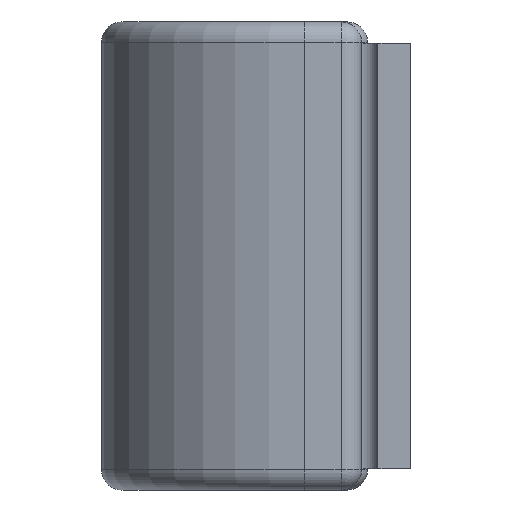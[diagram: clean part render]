
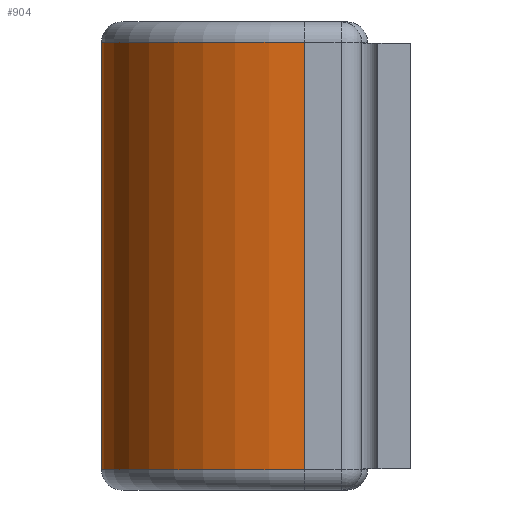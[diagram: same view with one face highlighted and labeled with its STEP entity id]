
A CAD part, left-side view. The second image highlights one B-rep face of the part: STEP entity #904.
In plain terms, the highlighted cylindrical face has radius 7.569 mm (diameter 15.138 mm), a partial arc.
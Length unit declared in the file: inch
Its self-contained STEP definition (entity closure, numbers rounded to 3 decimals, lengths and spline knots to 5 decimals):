
#25 = DIRECTION ( 'NONE',  ( 1., 0., 0. ) ) ;
#27 = VERTEX_POINT ( 'NONE', #1762 ) ;
#29 = VERTEX_POINT ( 'NONE', #1157 ) ;
#49 = VERTEX_POINT ( 'NONE', #1618 ) ;
#120 = AXIS2_PLACEMENT_3D ( 'NONE', #591, #1678, #748 ) ;
#134 = VECTOR ( 'NONE', #1189, 39.37008 ) ;
#154 = CIRCLE ( 'NONE', #1627, 0.298 ) ;
#165 = LINE ( 'NONE', #708, #209 ) ;
#190 = CARTESIAN_POINT ( 'NONE',  ( 0.874, 0.15625, 0.3125 ) ) ;
#197 = DIRECTION ( 'NONE',  ( 1., 0., 0. ) ) ;
#204 = VERTEX_POINT ( 'NONE', #1016 ) ;
#209 = VECTOR ( 'NONE', #402, 39.37008 ) ;
#247 = EDGE_CURVE ( 'NONE', #29, #27, #165, .T. ) ;
#272 = ORIENTED_EDGE ( 'NONE', *, *, #1493, .F. ) ;
#383 = EDGE_CURVE ( 'NONE', #204, #49, #532, .T. ) ;
#402 = DIRECTION ( 'NONE',  ( 0., 0., 1. ) ) ;
#422 = CARTESIAN_POINT ( 'NONE',  ( 0.576, 0.15625, -0.31375 ) ) ;
#433 = ORIENTED_EDGE ( 'NONE', *, *, #247, .F. ) ;
#481 = FACE_OUTER_BOUND ( 'NONE', #1667, .T. ) ;
#532 = LINE ( 'NONE', #422, #134 ) ;
#588 = ORIENTED_EDGE ( 'NONE', *, *, #758, .T. ) ;
#591 = CARTESIAN_POINT ( 'NONE',  ( 0.874, 0.15625, 0.31375 ) ) ;
#682 = AXIS2_PLACEMENT_3D ( 'NONE', #190, #963, #197 ) ;
#708 = CARTESIAN_POINT ( 'NONE',  ( 1.172, 0.15625, -0.31375 ) ) ;
#724 = ORIENTED_EDGE ( 'NONE', *, *, #383, .T. ) ;
#748 = DIRECTION ( 'NONE',  ( 1., 0., 0. ) ) ;
#758 = EDGE_CURVE ( 'NONE', #29, #204, #154, .T. ) ;
#904 = ADVANCED_FACE ( 'NONE', ( #481 ), #1479, .T. ) ;
#936 = DIRECTION ( 'NONE',  ( 0., 0., 1. ) ) ;
#963 = DIRECTION ( 'NONE',  ( 0., 0., 1. ) ) ;
#1016 = CARTESIAN_POINT ( 'NONE',  ( 0.576, 0.15625, -0.31375 ) ) ;
#1110 = CIRCLE ( 'NONE', #120, 0.298 ) ;
#1157 = CARTESIAN_POINT ( 'NONE',  ( 1.172, 0.15625, -0.31375 ) ) ;
#1189 = DIRECTION ( 'NONE',  ( 0., 0., 1. ) ) ;
#1479 = CYLINDRICAL_SURFACE ( 'NONE', #682, 0.298 ) ;
#1493 = EDGE_CURVE ( 'NONE', #27, #49, #1110, .T. ) ;
#1618 = CARTESIAN_POINT ( 'NONE',  ( 0.576, 0.15625, 0.31375 ) ) ;
#1627 = AXIS2_PLACEMENT_3D ( 'NONE', #1861, #936, #25 ) ;
#1667 = EDGE_LOOP ( 'NONE', ( #433, #588, #724, #272 ) ) ;
#1678 = DIRECTION ( 'NONE',  ( 0., 0., 1. ) ) ;
#1762 = CARTESIAN_POINT ( 'NONE',  ( 1.172, 0.15625, 0.31375 ) ) ;
#1861 = CARTESIAN_POINT ( 'NONE',  ( 0.874, 0.15625, -0.31375 ) ) ;
